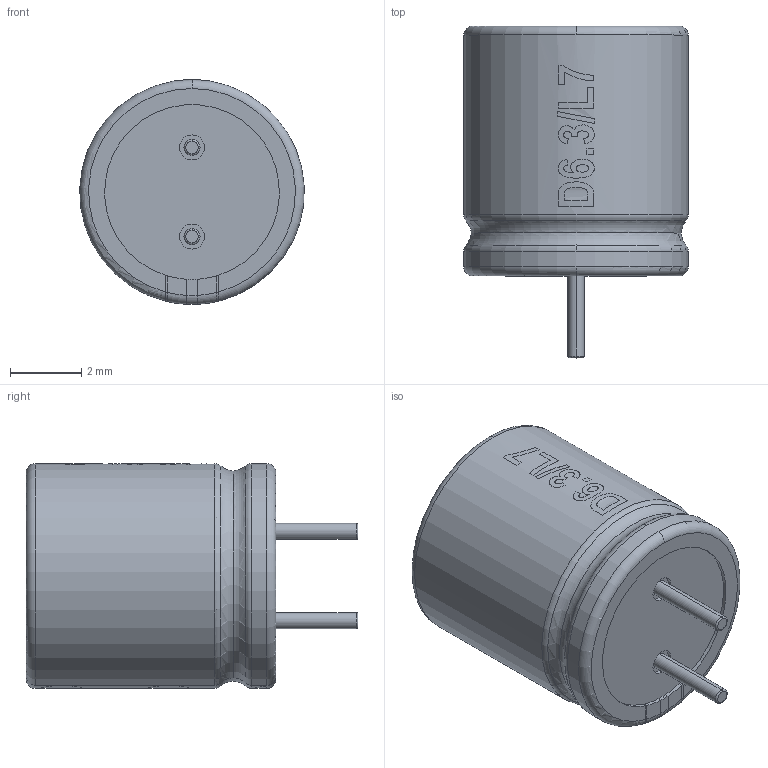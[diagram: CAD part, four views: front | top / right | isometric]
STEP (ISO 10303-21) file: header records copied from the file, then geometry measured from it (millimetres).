
FILE_DESCRIPTION (( 'STEP AP214' ), '1' );
FILE_NAME ('8BC4A5E1-E82C-456F-BE74-0F17D00662ED.STEP', '2022-09-22T01:36:32', ( '' ), ( '' ), 'SwSTEP 2.0', 'SolidWorks 2022', '' );
FILE_SCHEMA (( 'AUTOMOTIVE_DESIGN' ));
Length unit declared in the file: millimetre
Products named in the file (1): 8BC4A5E1-E82C-456F-BE74-0F17D00662ED
Bounding box: 6.3 x 9.3 x 6.3 mm (x, y, z)
Volume: 213.4 mm3; surface area: 207.5 mm2
Topology: 1 solids, 1 shells, 89 faces, 239 edges, 165 vertices
Faces by surface type: cylinder 45, torus 30, plane 14
Entity records: 4212 total; most frequent: CARTESIAN_POINT 968, ORIENTED_EDGE 478, DIRECTION 467, EDGE_CURVE 239, AXIS2_PLACEMENT_3D 204, VERTEX_POINT 165, CIRCLE 114, EDGE_LOOP 102
